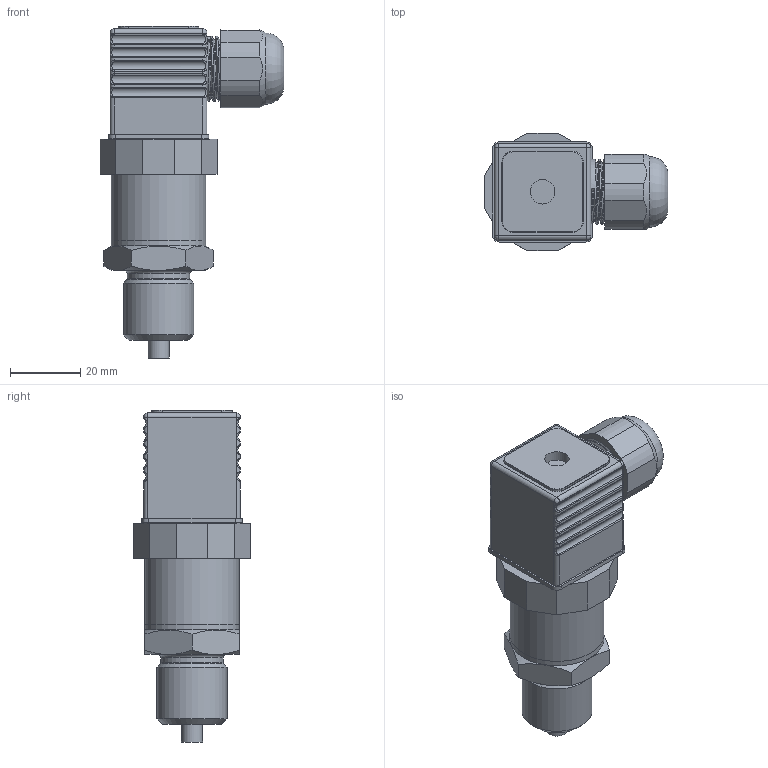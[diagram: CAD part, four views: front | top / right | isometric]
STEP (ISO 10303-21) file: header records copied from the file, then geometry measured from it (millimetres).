
FILE_DESCRIPTION(('STEP AP214'), '1');
FILE_NAME('(0141)弝謹.406233', '', ('UNSPECIFIED'), ('UNSPECIFIED'), 'ASCON STEP Converter 1.6', 'ASCON Math Kernel', '');
FILE_SCHEMA(('AUTOMOTIVE_DESIGN { 1 0 10303 214 3 1 1}'));
Length unit declared in the file: millimetre
Products named in the file (13): ﾊﾓﾂﾔ.406233.101-ﾕ-0141Exi; 弝謹.715141.430.2085; ÊÓÂÔ.301152.320.1175ÑÁ (Âèëêà ñ ðàçúåìîì); DAT26X03; 弝謹.741582.430.2021; 暑朦鲱 箫腩蝽栩咫铄; ÊÓÔÂ.754521.420.826 (Êðûøêà ðåçüáîâàÿ); ﾊﾓﾂﾔ.301619.320.1066-ﾕﾑﾁ; 弝謹.713541.430.2054; 栫艚闉 Jumo
Assembly tree (13 placements, depth 3):
  ﾊﾓﾂﾔ.406233.101-ﾕ-0141Exi
    弝謹.715141.430.2085
    (unnamed)
      ÊÓÂÔ.301152.320.1175ÑÁ (Âèëêà ñ ðàçúåìîì)
      DAT26X03
      弝謹.741582.430.2021  x2
      暑朦鲱 箫腩蝽栩咫铄
    ÊÓÔÂ.754521.420.826 (Êðûøêà ðåçüáîâàÿ)
    (unnamed)
    (unnamed)
    ﾊﾓﾂﾔ.301619.320.1066-ﾕﾑﾁ
      弝謹.713541.430.2054
      栫艚闉 Jumo
Bounding box: 52.5 x 33.4 x 94.8 mm (x, y, z)
Volume: 53283.9 mm3; surface area: 24959.9 mm2
Topology: 11 solids, 11 shells, 423 faces, 942 edges, 577 vertices
Faces by surface type: plane 170, cylinder 141, torus 41, bspline 40, cone 27, sphere 4
Full cylindrical faces by diameter (mm): 0.4 x7, 0.6 x1, 0.9 x2, 2.5 x1, 3 x1, 3.3 x1, 5.2 x1, 6 x1, 7 x1, 7.2 x1, 7.8 x1, 8.8 x1, 9.2 x1, 16.9 x1, 17.4 x1, 17.8 x1, 18.6 x1, 18.9 x2, 19 x2, 19.3 x1, 19.8 x1, 20 x1, 21 x1, 21.8 x3, 22 x1, 22.9 x1, 24.5 x1, 25 x2, 25.376 x1, 25.38 x1
Entity records: 21965 total; most frequent: CARTESIAN_POINT 9812, DIRECTION 1674, ORIENTED_EDGE 1566, EDGE_CURVE 783, AXIS2_PLACEMENT_3D 663, EDGE_LOOP 534, VERTEX_POINT 533, COLOUR_RGB 410
